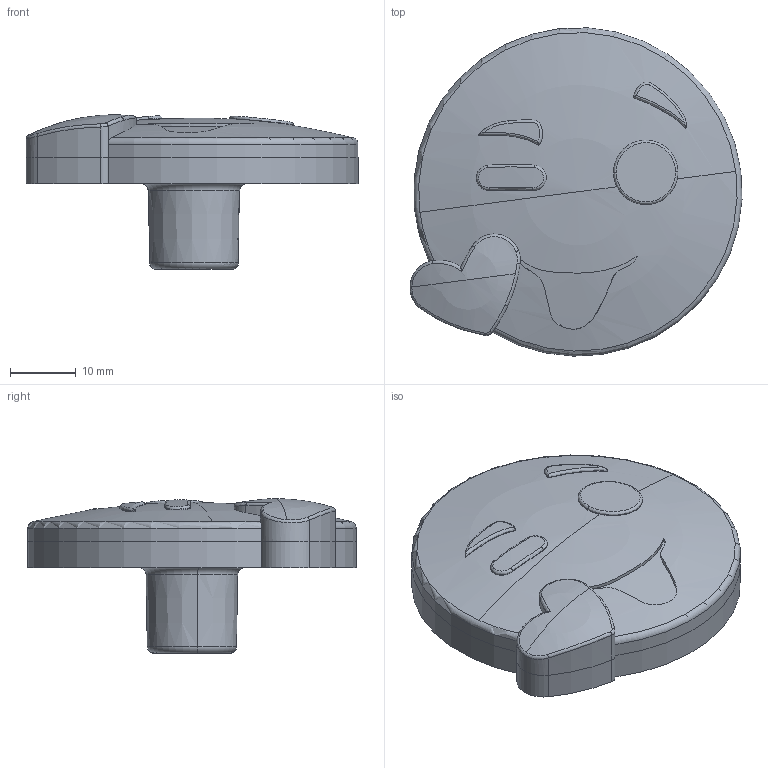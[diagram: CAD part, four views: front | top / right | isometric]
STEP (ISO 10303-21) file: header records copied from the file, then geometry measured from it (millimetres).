
FILE_DESCRIPTION(('Creo Elements/Direct Modeling STEP Export'),'2;1');
FILE_NAME('H243-50.stp','2021-05-27T10:32:28',(''),(''),'Creo Elements/Direct Modeling STEP processor for AP214 (Solid Model)','Creo Elements/Direct Modeling 20.0 12-Nov-2016 (C) Parametric Technology GmbH','');
FILE_SCHEMA(('AUTOMOTIVE_DESIGN { 1 0 10303 214 1 1 1 1 }'));
Length unit declared in the file: millimetre
Products named in the file (9): Gesicht; Augenbraue links; Augenbraue rechts; Pupille links; Auge rechts; Herz; Lippe; Unterteil; DIV-10417
Assembly tree (8 placements, depth 2):
  DIV-10417
    Unterteil
    Lippe
    Herz
    Auge rechts
    Pupille links
    Augenbraue rechts
    Augenbraue links
    Gesicht
Bounding box: 50.52 x 49.94 x 23.51 mm (x, y, z)
Volume: 19095.1 mm3; surface area: 11629.1 mm2
Topology: 8 solids, 8 shells, 95 faces, 229 edges, 146 vertices
Faces by surface type: cylinder 35, bspline 19, extrusion 12, plane 11, sphere 9, torus 5, cone 4
Entity records: 15490 total; most frequent: CARTESIAN_POINT 13291, ORIENTED_EDGE 446, DIRECTION 313, EDGE_CURVE 223, VERTEX_POINT 146, AXIS2_PLACEMENT_3D 125, EDGE_LOOP 105, FACE_OUTER_BOUND 95
